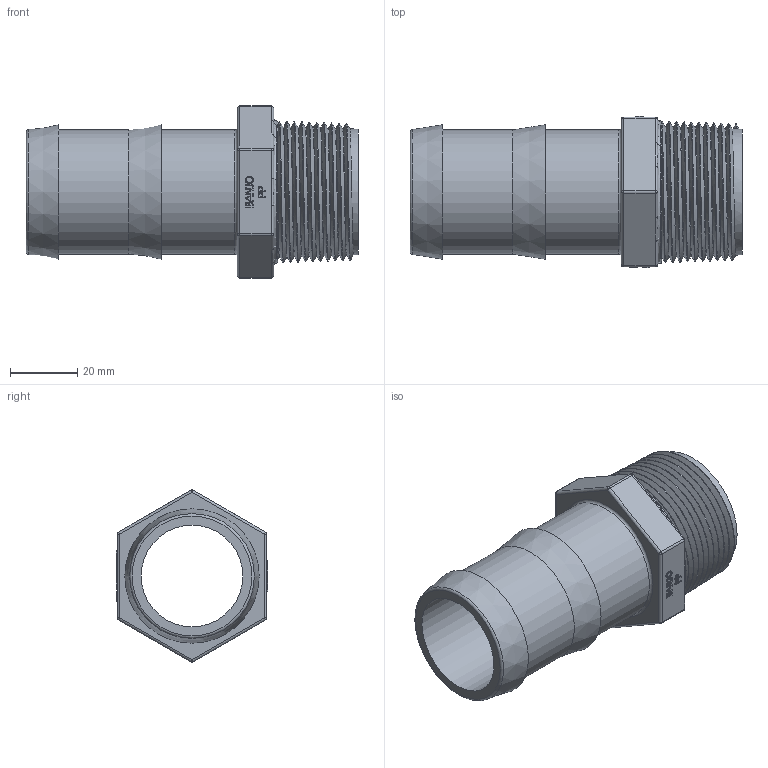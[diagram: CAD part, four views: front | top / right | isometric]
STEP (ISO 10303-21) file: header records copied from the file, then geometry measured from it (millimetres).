
FILE_DESCRIPTION(/* description */ ('1-1/4" MPT X 1-1/2" HOSE SHANK'),/* implementation_level */ '2;1');
FILE_NAME(/* name */ 'HB125-150.stp',/* time_stamp */ '2022-10-12T08:48:06+02:00',/* author */ ('rguerrieri'),/* organization */ (''),/* preprocessor_version */ 'ST-DEVELOPER v18.1',/* originating_system */ 'Autodesk Inventor 2022',/* authorisation */ '');
FILE_SCHEMA (('AUTOMOTIVE_DESIGN { 1 0 10303 214 3 1 1 }'));
Length unit declared in the file: inch
Products named in the file (2): HB125-150; HB125-150U
Assembly tree (1 placements, depth 2):
  HB125-150
    HB125-150U
Bounding box: 98.55 x 44.96 x 51.09 mm (x, y, z)
Volume: 47244.7 mm3; surface area: 25819 mm2
Topology: 1 solids, 1 shells, 345 faces, 897 edges, 579 vertices
Faces by surface type: plane 164, bspline 125, cylinder 28, cone 13, sphere 12, torus 3
Full cylindrical faces by diameter (mm): 30.226 x1, 36.83 x2, 42.164 x1
Entity records: 14046 total; most frequent: CARTESIAN_POINT 6406, ORIENTED_EDGE 1786, DIRECTION 1140, EDGE_CURVE 893, VERTEX_POINT 579, LINE 540, VECTOR 540, EDGE_LOOP 376
